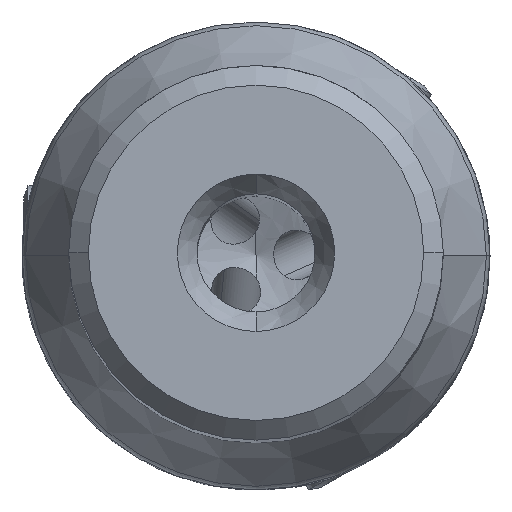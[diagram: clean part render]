
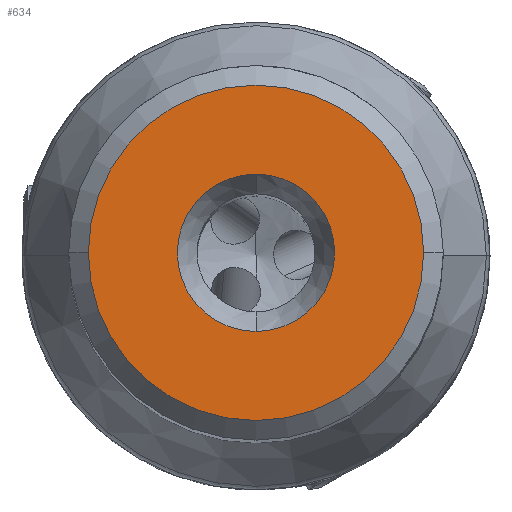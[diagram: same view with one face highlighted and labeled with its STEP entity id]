
A CAD part, top view. The second image highlights one B-rep face of the part: STEP entity #634.
In plain terms, the highlighted planar face has unit normal (0, 0, 1).
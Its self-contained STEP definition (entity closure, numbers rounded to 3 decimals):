
#122=FACE_BOUND('',#1442,.T.);
#123=FACE_BOUND('',#1443,.T.);
#274=CIRCLE('',#6465,8.525);
#275=CIRCLE('',#6467,8.525);
#276=CIRCLE('',#6469,4.);
#277=CIRCLE('',#6470,4.);
#508=PLANE('',#6471);
#634=ADVANCED_FACE('',(#122,#123),#508,.T.);
#1442=EDGE_LOOP('',(#2345,#2346));
#1443=EDGE_LOOP('',(#2347,#2348));
#2345=ORIENTED_EDGE('',*,*,#4755,.T.);
#2346=ORIENTED_EDGE('',*,*,#4756,.T.);
#2347=ORIENTED_EDGE('',*,*,#4753,.T.);
#2348=ORIENTED_EDGE('',*,*,#4754,.T.);
#4077=VERTEX_POINT('',#8943);
#4078=VERTEX_POINT('',#8945);
#4079=VERTEX_POINT('',#8951);
#4080=VERTEX_POINT('',#8952);
#4753=EDGE_CURVE('',#4077,#4078,#274,.T.);
#4754=EDGE_CURVE('',#4078,#4077,#275,.T.);
#4755=EDGE_CURVE('',#4079,#4080,#276,.T.);
#4756=EDGE_CURVE('',#4080,#4079,#277,.T.);
#6465=AXIS2_PLACEMENT_3D('',#8946,#7292,#7293);
#6467=AXIS2_PLACEMENT_3D('',#8948,#7296,#7297);
#6469=AXIS2_PLACEMENT_3D('',#8950,#7300,#7301);
#6470=AXIS2_PLACEMENT_3D('',#8953,#7302,#7303);
#6471=AXIS2_PLACEMENT_3D('',#8954,#7304,#7305);
#7292=DIRECTION('',(0.,0.,1.));
#7293=DIRECTION('',(-1.,0.,0.));
#7296=DIRECTION('',(0.,0.,1.));
#7297=DIRECTION('',(1.,0.,0.));
#7300=DIRECTION('',(0.,0.,-1.));
#7301=DIRECTION('',(0.,1.,0.));
#7302=DIRECTION('',(0.,0.,-1.));
#7303=DIRECTION('',(0.,-1.,0.));
#7304=DIRECTION('',(0.,0.,1.));
#7305=DIRECTION('',(-1.,0.,0.));
#8943=CARTESIAN_POINT('',(-8.525,0.,38.04));
#8945=CARTESIAN_POINT('',(8.525,0.,38.04));
#8946=CARTESIAN_POINT('',(0.,0.,38.04));
#8948=CARTESIAN_POINT('',(0.,0.,38.04));
#8950=CARTESIAN_POINT('',(0.,0.,38.04));
#8951=CARTESIAN_POINT('',(0.,4.,38.04));
#8952=CARTESIAN_POINT('',(0.,-4.,38.04));
#8953=CARTESIAN_POINT('',(0.,0.,38.04));
#8954=CARTESIAN_POINT('',(0.,0.001,38.04));
